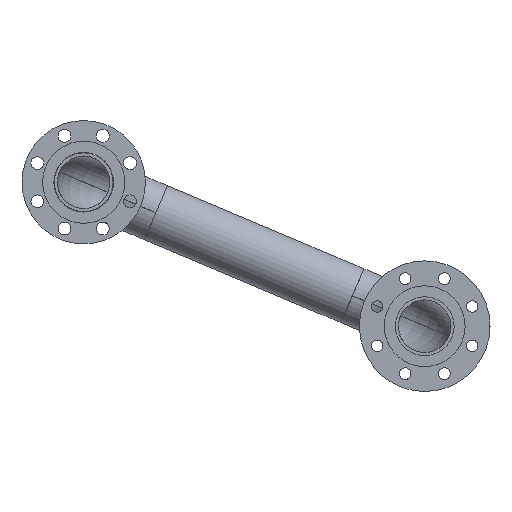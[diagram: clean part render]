
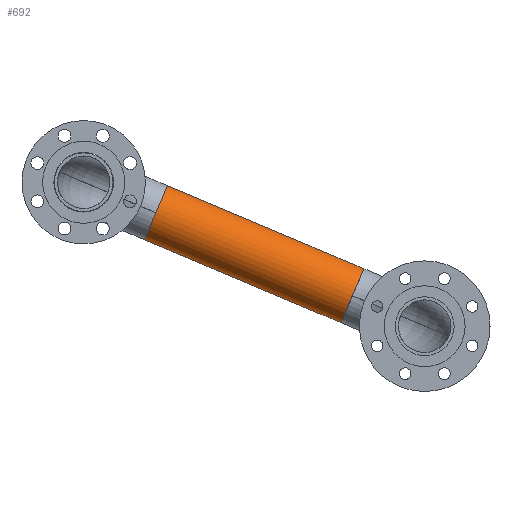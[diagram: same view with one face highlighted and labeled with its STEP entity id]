
A CAD part, left-side view. The second image highlights one B-rep face of the part: STEP entity #692.
In plain terms, the highlighted cylindrical face has radius 57.15 mm (diameter 114.3 mm), a partial arc.
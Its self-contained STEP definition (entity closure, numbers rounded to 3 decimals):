
#24 = VERTEX_POINT ( 'NONE', #2809 ) ;
#127 = DIRECTION ( 'NONE',  ( 0., 0.921, 0.389 ) ) ;
#256 = ORIENTED_EDGE ( 'NONE', *, *, #2146, .T. ) ;
#470 = VECTOR ( 'NONE', #2151, 1000. ) ;
#485 = CYLINDRICAL_SURFACE ( 'NONE', #1399, 57.15 ) ;
#541 = CARTESIAN_POINT ( 'NONE',  ( 1361.25, 162.721, 6.654 ) ) ;
#667 = FACE_OUTER_BOUND ( 'NONE', #2372, .T. ) ;
#692 = ADVANCED_FACE ( 'NONE', ( #667 ), #485, .T. ) ;
#736 = CIRCLE ( 'NONE', #2674, 57.15 ) ;
#818 = ORIENTED_EDGE ( 'NONE', *, *, #3207, .T. ) ;
#1023 = VECTOR ( 'NONE', #127, 1000. ) ;
#1173 = EDGE_CURVE ( 'NONE', #1840, #24, #736, .T. ) ;
#1194 = ORIENTED_EDGE ( 'NONE', *, *, #2361, .F. ) ;
#1205 = VERTEX_POINT ( 'NONE', #3047 ) ;
#1236 = DIRECTION ( 'NONE',  ( 0., -0.921, -0.389 ) ) ;
#1331 = CARTESIAN_POINT ( 'NONE',  ( 1361.25, 118.271, 111.957 ) ) ;
#1399 = AXIS2_PLACEMENT_3D ( 'NONE', #1541, #1468, #3348 ) ;
#1426 = CARTESIAN_POINT ( 'NONE',  ( 1361.25, 118.271, 111.957 ) ) ;
#1468 = DIRECTION ( 'NONE',  ( 0., 0.921, 0.389 ) ) ;
#1469 = DIRECTION ( 'NONE',  ( 1., 0., 0. ) ) ;
#1517 = AXIS2_PLACEMENT_3D ( 'NONE', #2024, #2821, #1469 ) ;
#1541 = CARTESIAN_POINT ( 'NONE',  ( 1361.25, 140.496, 59.306 ) ) ;
#1616 = LINE ( 'NONE', #541, #470 ) ;
#1840 = VERTEX_POINT ( 'NONE', #1331 ) ;
#1942 = LINE ( 'NONE', #1426, #1023 ) ;
#1984 = CARTESIAN_POINT ( 'NONE',  ( 1361.25, 140.496, 59.306 ) ) ;
#2024 = CARTESIAN_POINT ( 'NONE',  ( 1361.25, 522.829, 220.694 ) ) ;
#2146 = EDGE_CURVE ( 'NONE', #2899, #1205, #2732, .T. ) ;
#2151 = DIRECTION ( 'NONE',  ( 0., 0.921, 0.389 ) ) ;
#2361 = EDGE_CURVE ( 'NONE', #24, #1205, #1616, .T. ) ;
#2372 = EDGE_LOOP ( 'NONE', ( #1194, #2868, #818, #256 ) ) ;
#2379 = CARTESIAN_POINT ( 'NONE',  ( 1361.25, 500.604, 273.346 ) ) ;
#2500 = DIRECTION ( 'NONE',  ( 1., 0., 0. ) ) ;
#2674 = AXIS2_PLACEMENT_3D ( 'NONE', #1984, #1236, #2500 ) ;
#2732 = CIRCLE ( 'NONE', #1517, 57.15 ) ;
#2809 = CARTESIAN_POINT ( 'NONE',  ( 1361.25, 162.721, 6.654 ) ) ;
#2821 = DIRECTION ( 'NONE',  ( 0., -0.921, -0.389 ) ) ;
#2868 = ORIENTED_EDGE ( 'NONE', *, *, #1173, .F. ) ;
#2899 = VERTEX_POINT ( 'NONE', #2379 ) ;
#3047 = CARTESIAN_POINT ( 'NONE',  ( 1361.25, 545.054, 168.043 ) ) ;
#3207 = EDGE_CURVE ( 'NONE', #1840, #2899, #1942, .T. ) ;
#3348 = DIRECTION ( 'NONE',  ( 0., -0.389, 0.921 ) ) ;
